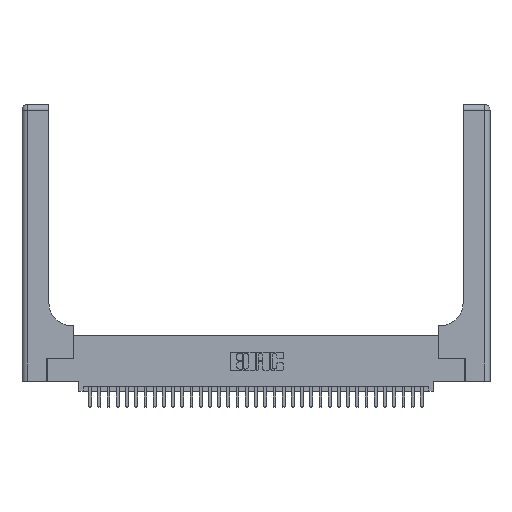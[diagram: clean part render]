
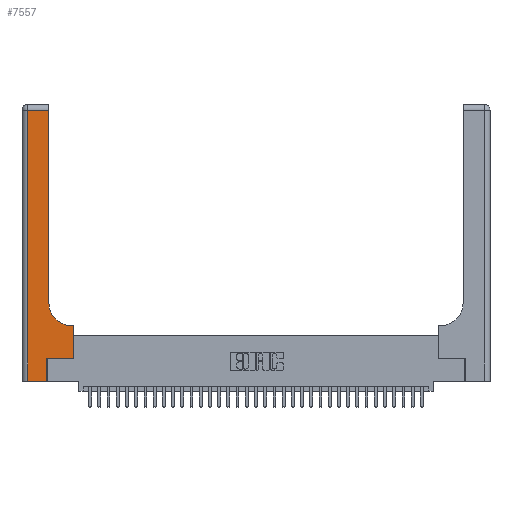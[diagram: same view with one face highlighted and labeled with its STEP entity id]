
A CAD part, top view. The second image highlights one B-rep face of the part: STEP entity #7557.
In plain terms, the highlighted planar face has unit normal (0, 0, 1).
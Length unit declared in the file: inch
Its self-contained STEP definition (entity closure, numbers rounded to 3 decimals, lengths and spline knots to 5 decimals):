
#254 = CARTESIAN_POINT ( 'NONE',  ( 0.5415, 0.85, 0.37 ) ) ;
#324 = EDGE_CURVE ( 'NONE', #8891, #21023, #13353, .T. ) ;
#465 = FACE_OUTER_BOUND ( 'NONE', #31398, .T. ) ;
#497 = CARTESIAN_POINT ( 'NONE',  ( 0., 0., 0.37 ) ) ;
#500 = CARTESIAN_POINT ( 'NONE',  ( 0.5585, 0.25, 0.37 ) ) ;
#548 = ORIENTED_EDGE ( 'NONE', *, *, #17842, .T. ) ;
#663 = ORIENTED_EDGE ( 'NONE', *, *, #324, .T. ) ;
#929 = CARTESIAN_POINT ( 'NONE',  ( 0.5585, 0.6, 0.37 ) ) ;
#1764 = DIRECTION ( 'NONE',  ( 1., 0., 0. ) ) ;
#2697 = VECTOR ( 'NONE', #11304, 39.37008 ) ;
#3215 = AXIS2_PLACEMENT_3D ( 'NONE', #254, #5327, #19308 ) ;
#3219 = VECTOR ( 'NONE', #27699, 39.37008 ) ;
#4675 = CARTESIAN_POINT ( 'NONE',  ( 0., 2.94, 0.37 ) ) ;
#4863 = EDGE_CURVE ( 'NONE', #31677, #9448, #6326, .T. ) ;
#5327 = DIRECTION ( 'NONE',  ( 0., 0., -1. ) ) ;
#5467 = CARTESIAN_POINT ( 'NONE',  ( 0.2915, 3., 0.37 ) ) ;
#6217 = CIRCLE ( 'NONE', #3215, 0.25 ) ;
#6326 = LINE ( 'NONE', #12492, #19887 ) ;
#7557 = ADVANCED_FACE ( 'NONE', ( #465 ), #30992, .F. ) ;
#8267 = DIRECTION ( 'NONE',  ( -1., 0., 0. ) ) ;
#8758 = VECTOR ( 'NONE', #33973, 39.37008 ) ;
#8891 = VERTEX_POINT ( 'NONE', #33159 ) ;
#9448 = VERTEX_POINT ( 'NONE', #500 ) ;
#10333 = ORIENTED_EDGE ( 'NONE', *, *, #4863, .T. ) ;
#10540 = CARTESIAN_POINT ( 'NONE',  ( 0.2915, 0.6, 0.37 ) ) ;
#10861 = CARTESIAN_POINT ( 'NONE',  ( 0.5415, 0.6, 0.37 ) ) ;
#11150 = DIRECTION ( 'NONE',  ( 0., 1., 0. ) ) ;
#11208 = LINE ( 'NONE', #19770, #14594 ) ;
#11298 = LINE ( 'NONE', #31142, #8758 ) ;
#11304 = DIRECTION ( 'NONE',  ( 0., 1., 0. ) ) ;
#11969 = CARTESIAN_POINT ( 'NONE',  ( 0.06, 2.94, 0.37 ) ) ;
#12328 = LINE ( 'NONE', #15039, #27996 ) ;
#12492 = CARTESIAN_POINT ( 'NONE',  ( 0.269, 0.25, 0.37 ) ) ;
#12899 = VECTOR ( 'NONE', #18460, 39.37008 ) ;
#13353 = LINE ( 'NONE', #5467, #2697 ) ;
#13440 = VERTEX_POINT ( 'NONE', #11969 ) ;
#13676 = ORIENTED_EDGE ( 'NONE', *, *, #33879, .T. ) ;
#14594 = VECTOR ( 'NONE', #11150, 39.37008 ) ;
#15007 = DIRECTION ( 'NONE',  ( -1., 0., 0. ) ) ;
#15039 = CARTESIAN_POINT ( 'NONE',  ( 0.06, 3., 0.37 ) ) ;
#16783 = EDGE_CURVE ( 'NONE', #9448, #23905, #11298, .T. ) ;
#17284 = CARTESIAN_POINT ( 'NONE',  ( 0.269, 0.25, 0.37 ) ) ;
#17361 = AXIS2_PLACEMENT_3D ( 'NONE', #23037, #25732, #15007 ) ;
#17842 = EDGE_CURVE ( 'NONE', #27554, #31677, #11208, .T. ) ;
#18460 = DIRECTION ( 'NONE',  ( -1., 0., 0. ) ) ;
#19308 = DIRECTION ( 'NONE',  ( 1., 0., 0. ) ) ;
#19770 = CARTESIAN_POINT ( 'NONE',  ( 0.269, 0., 0.37 ) ) ;
#19887 = VECTOR ( 'NONE', #1764, 39.37008 ) ;
#20086 = LINE ( 'NONE', #4675, #12899 ) ;
#21023 = VERTEX_POINT ( 'NONE', #29307 ) ;
#21985 = ORIENTED_EDGE ( 'NONE', *, *, #28354, .T. ) ;
#23037 = CARTESIAN_POINT ( 'NONE',  ( 0., 3., 0.37 ) ) ;
#23048 = ORIENTED_EDGE ( 'NONE', *, *, #25997, .T. ) ;
#23069 = DIRECTION ( 'NONE',  ( 0., -1., 0. ) ) ;
#23387 = EDGE_CURVE ( 'NONE', #21023, #13440, #20086, .T. ) ;
#23905 = VERTEX_POINT ( 'NONE', #929 ) ;
#24598 = VERTEX_POINT ( 'NONE', #35009 ) ;
#25020 = VECTOR ( 'NONE', #8267, 39.37008 ) ;
#25732 = DIRECTION ( 'NONE',  ( 0., 0., -1. ) ) ;
#25937 = ORIENTED_EDGE ( 'NONE', *, *, #16783, .T. ) ;
#25997 = EDGE_CURVE ( 'NONE', #23905, #29337, #32295, .T. ) ;
#26548 = ORIENTED_EDGE ( 'NONE', *, *, #31711, .T. ) ;
#27554 = VERTEX_POINT ( 'NONE', #33575 ) ;
#27699 = DIRECTION ( 'NONE',  ( 1., 0., 0. ) ) ;
#27996 = VECTOR ( 'NONE', #23069, 39.37008 ) ;
#28354 = EDGE_CURVE ( 'NONE', #29337, #8891, #6217, .T. ) ;
#29307 = CARTESIAN_POINT ( 'NONE',  ( 0.2915, 2.94, 0.37 ) ) ;
#29337 = VERTEX_POINT ( 'NONE', #10861 ) ;
#29871 = ORIENTED_EDGE ( 'NONE', *, *, #23387, .T. ) ;
#30992 = PLANE ( 'NONE',  #17361 ) ;
#31142 = CARTESIAN_POINT ( 'NONE',  ( 0.5585, 0.25, 0.37 ) ) ;
#31273 = LINE ( 'NONE', #497, #3219 ) ;
#31398 = EDGE_LOOP ( 'NONE', ( #663, #29871, #26548, #13676, #548, #10333, #25937, #23048, #21985 ) ) ;
#31677 = VERTEX_POINT ( 'NONE', #17284 ) ;
#31711 = EDGE_CURVE ( 'NONE', #13440, #24598, #12328, .T. ) ;
#32295 = LINE ( 'NONE', #10540, #25020 ) ;
#33159 = CARTESIAN_POINT ( 'NONE',  ( 0.2915, 0.85, 0.37 ) ) ;
#33575 = CARTESIAN_POINT ( 'NONE',  ( 0.269, 0., 0.37 ) ) ;
#33879 = EDGE_CURVE ( 'NONE', #24598, #27554, #31273, .T. ) ;
#33973 = DIRECTION ( 'NONE',  ( 0., 1., 0. ) ) ;
#35009 = CARTESIAN_POINT ( 'NONE',  ( 0.06, 0., 0.37 ) ) ;
